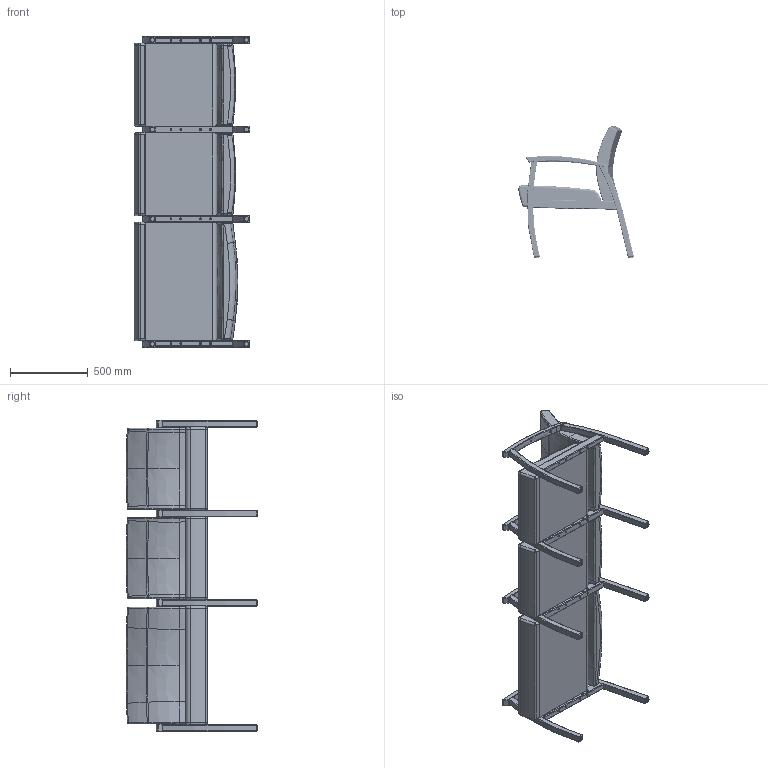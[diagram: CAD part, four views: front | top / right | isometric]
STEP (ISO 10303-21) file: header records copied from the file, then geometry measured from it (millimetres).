
FILE_DESCRIPTION(/* description */ (''),/* implementation_level */ '2;1');
FILE_NAME(/* name */ 'KOW30IBL.stp',/* time_stamp */ '2016-02-19T08:54:38-05:00',/* author */ ('EMerkel'),/* organization */ (''),/* preprocessor_version */ 'ST-DEVELOPER v16.1',/* originating_system */ 'Autodesk Inventor 2016',/* authorisation */ '');
FILE_SCHEMA (('AUTOMOTIVE_DESIGN { 1 0 10303 214 3 1 1 }'));
Products named in the file (9): KOT10B-1 USEAT; KOT10 USEAT; KOW10 ARMR; KOT10B UBACK; KOW10 ARMI; KOW10 ARML; KOT10 BACK NEW; GLIDE APFAA06-1; KOW30IBL
Assembly tree (18 placements, depth 2):
  KOW30IBL
    KOT10B-1 USEAT
    KOT10 USEAT  x2
    KOW10 ARMR
    KOT10B UBACK
    KOW10 ARMI  x2
    KOW10 ARML
    KOT10 BACK NEW  x2
    GLIDE APFAA06-1  x8
Bounding box: 740.81 x 844.55 x 1996.28 mm (x, y, z)
Volume: 192879884.4 mm3; surface area: 6573035 mm2
Topology: 138 solids, 138 shells, 2743 faces, 6497 edges, 4116 vertices
Faces by surface type: cylinder 1227, plane 783, bspline 427, torus 150, cone 128, sphere 28
Full cylindrical faces by diameter (mm): 6.35 x92, 7.938 x36, 8.733 x12, 9.5 x608, 9.922 x8, 10.77 x8, 12.7 x12, 16.002 x8, 19.05 x8, 28.575 x8
Entity records: 117873 total; most frequent: CARTESIAN_POINT 90957, DIRECTION 5144, ORIENTED_EDGE 5042, EDGE_CURVE 2521, AXIS2_PLACEMENT_3D 2266, EDGE_LOOP 1661, VERTEX_POINT 1648, ADVANCED_FACE 1272
